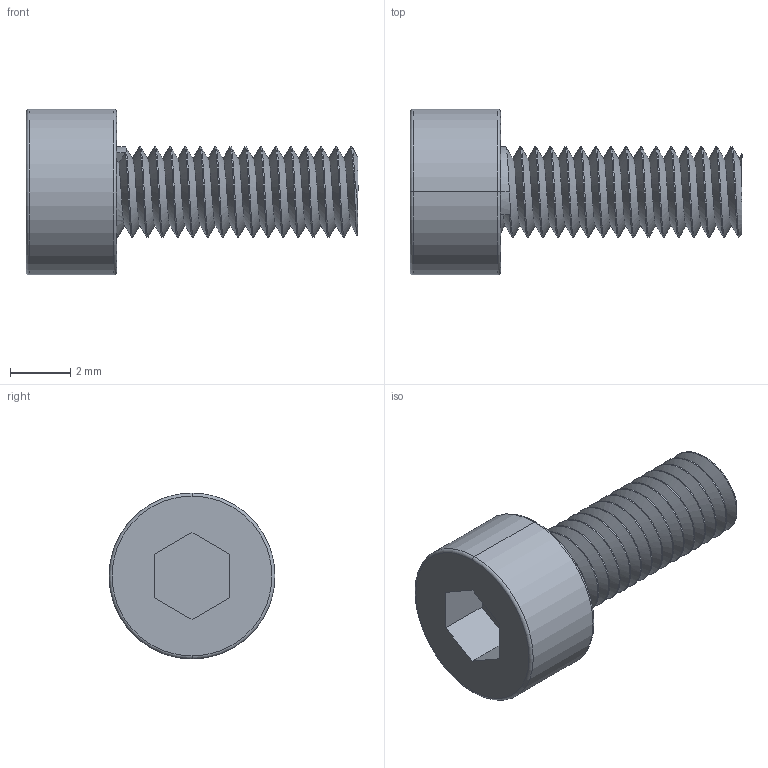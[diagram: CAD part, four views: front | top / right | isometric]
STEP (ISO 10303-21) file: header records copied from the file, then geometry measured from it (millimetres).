
FILE_DESCRIPTION (( 'STEP AP214' ), '1' );
FILE_NAME ('User Library-M3-A4-socket-cap-screw-din 912.STEP', '2015-06-28T10:08:51', ( 'Windows User' ), ( '' ), 'SwSTEP 2.0', 'SolidWorks 2015', '' );
FILE_SCHEMA (( 'AUTOMOTIVE_DESIGN' ));
Length unit declared in the file: millimetre
Products named in the file (1): User Library-M3-A4-socket-cap-screw-din 912
Bounding box: 11 x 5.5 x 5.5 mm (x, y, z)
Volume: 105.9 mm3; surface area: 237.3 mm2
Topology: 1 solids, 1 shells, 53 faces, 143 edges, 94 vertices
Faces by surface type: cylinder 35, plane 11, torus 4, bspline 2, cone 1
Entity records: 3038 total; most frequent: CARTESIAN_POINT 1866, ORIENTED_EDGE 286, DIRECTION 194, EDGE_CURVE 143, VERTEX_POINT 94, AXIS2_PLACEMENT_3D 69, LINE 56, VECTOR 56
